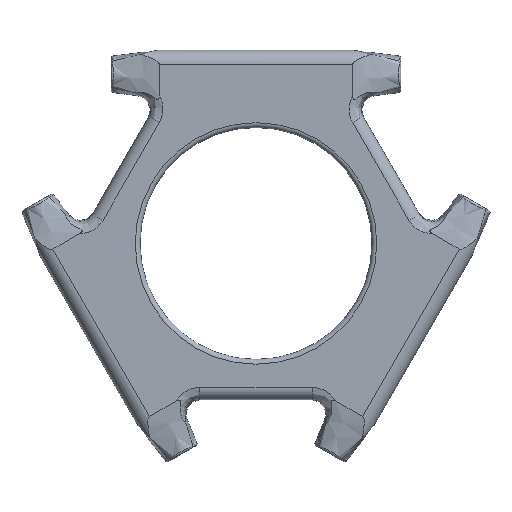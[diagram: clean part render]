
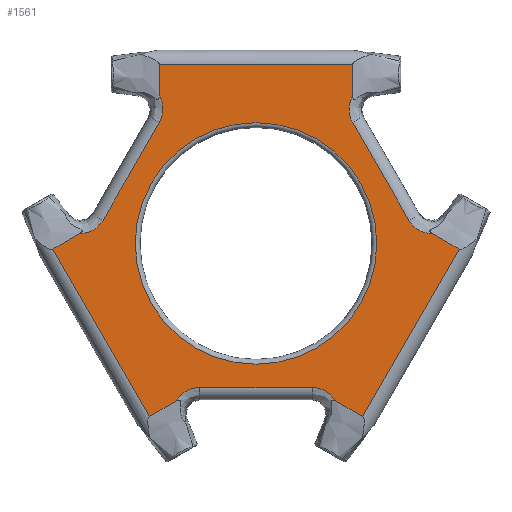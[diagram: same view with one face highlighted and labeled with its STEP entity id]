
A CAD part, front view. The second image highlights one B-rep face of the part: STEP entity #1561.
In plain terms, the highlighted planar face has unit normal (0, -1, 0).
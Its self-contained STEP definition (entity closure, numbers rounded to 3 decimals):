
#81=FACE_BOUND('',#516,.T.);
#89=B_SPLINE_CURVE_WITH_KNOTS('',3,(#1935,#1936,#1937,#1938,#1939,#1940),
 .UNSPECIFIED.,.F.,.F.,(4,1,1,4),(0.457,0.53,0.699,
1.037),.UNSPECIFIED.);
#90=B_SPLINE_CURVE_WITH_KNOTS('',3,(#1948,#1949,#1950,#1951,#1952,#1953),
 .UNSPECIFIED.,.F.,.F.,(4,1,1,4),(0.,0.338,0.507,
0.58),.UNSPECIFIED.);
#91=B_SPLINE_CURVE_WITH_KNOTS('',3,(#1957,#1958,#1959,#1960,#1961),
 .UNSPECIFIED.,.F.,.F.,(4,1,4),(0.457,0.699,1.037),
 .UNSPECIFIED.);
#92=B_SPLINE_CURVE_WITH_KNOTS('',3,(#1969,#1970,#1971,#1972,#1973),
 .UNSPECIFIED.,.F.,.F.,(4,1,4),(0.,0.338,0.58),
 .UNSPECIFIED.);
#93=B_SPLINE_CURVE_WITH_KNOTS('',3,(#1977,#1978,#1979,#1980,#1981),
 .UNSPECIFIED.,.F.,.F.,(4,1,4),(0.457,0.699,1.037),
 .UNSPECIFIED.);
#94=B_SPLINE_CURVE_WITH_KNOTS('',3,(#1989,#1990,#1991,#1992,#1993),
 .UNSPECIFIED.,.F.,.F.,(4,1,4),(0.,0.338,0.58),
 .UNSPECIFIED.);
#245=PLANE('',#1679);
#260=LINE('',#1942,#330);
#261=LINE('',#1944,#331);
#262=LINE('',#1946,#332);
#263=LINE('',#1955,#333);
#264=LINE('',#1963,#334);
#265=LINE('',#1965,#335);
#266=LINE('',#1967,#336);
#267=LINE('',#1975,#337);
#268=LINE('',#1983,#338);
#269=LINE('',#1985,#339);
#270=LINE('',#1987,#340);
#271=LINE('',#1994,#341);
#330=VECTOR('',#1750,10.);
#331=VECTOR('',#1751,10.);
#332=VECTOR('',#1752,10.);
#333=VECTOR('',#1753,10.);
#334=VECTOR('',#1754,10.);
#335=VECTOR('',#1755,10.);
#336=VECTOR('',#1756,10.);
#337=VECTOR('',#1757,10.);
#338=VECTOR('',#1758,10.);
#339=VECTOR('',#1759,10.);
#340=VECTOR('',#1760,10.);
#341=VECTOR('',#1761,10.);
#417=FACE_OUTER_BOUND('',#515,.T.);
#515=EDGE_LOOP('',(#1064,#1065,#1066,#1067,#1068,#1069,#1070,#1071,#1072,
#1073,#1074,#1075,#1076,#1077,#1078,#1079,#1080,#1081));
#516=EDGE_LOOP('',(#1082));
#619=CIRCLE('',#1672,25.);
#645=VERTEX_POINT('',#1919);
#650=VERTEX_POINT('',#1933);
#651=VERTEX_POINT('',#1934);
#652=VERTEX_POINT('',#1941);
#653=VERTEX_POINT('',#1943);
#654=VERTEX_POINT('',#1945);
#655=VERTEX_POINT('',#1947);
#656=VERTEX_POINT('',#1954);
#657=VERTEX_POINT('',#1956);
#658=VERTEX_POINT('',#1962);
#659=VERTEX_POINT('',#1964);
#660=VERTEX_POINT('',#1966);
#661=VERTEX_POINT('',#1968);
#662=VERTEX_POINT('',#1974);
#663=VERTEX_POINT('',#1976);
#664=VERTEX_POINT('',#1982);
#665=VERTEX_POINT('',#1984);
#666=VERTEX_POINT('',#1986);
#667=VERTEX_POINT('',#1988);
#801=EDGE_CURVE('',#645,#645,#619,.T.);
#808=EDGE_CURVE('',#650,#651,#89,.T.);
#809=EDGE_CURVE('',#652,#650,#260,.T.);
#810=EDGE_CURVE('',#653,#652,#261,.T.);
#811=EDGE_CURVE('',#653,#654,#262,.T.);
#812=EDGE_CURVE('',#655,#654,#90,.T.);
#813=EDGE_CURVE('',#656,#655,#263,.T.);
#814=EDGE_CURVE('',#657,#656,#91,.T.);
#815=EDGE_CURVE('',#658,#657,#264,.T.);
#816=EDGE_CURVE('',#659,#658,#265,.T.);
#817=EDGE_CURVE('',#659,#660,#266,.T.);
#818=EDGE_CURVE('',#661,#660,#92,.T.);
#819=EDGE_CURVE('',#662,#661,#267,.T.);
#820=EDGE_CURVE('',#663,#662,#93,.T.);
#821=EDGE_CURVE('',#664,#663,#268,.T.);
#822=EDGE_CURVE('',#665,#664,#269,.T.);
#823=EDGE_CURVE('',#665,#666,#270,.T.);
#824=EDGE_CURVE('',#667,#666,#94,.T.);
#825=EDGE_CURVE('',#651,#667,#271,.T.);
#1064=ORIENTED_EDGE('',*,*,#808,.F.);
#1065=ORIENTED_EDGE('',*,*,#809,.F.);
#1066=ORIENTED_EDGE('',*,*,#810,.F.);
#1067=ORIENTED_EDGE('',*,*,#811,.T.);
#1068=ORIENTED_EDGE('',*,*,#812,.F.);
#1069=ORIENTED_EDGE('',*,*,#813,.F.);
#1070=ORIENTED_EDGE('',*,*,#814,.F.);
#1071=ORIENTED_EDGE('',*,*,#815,.F.);
#1072=ORIENTED_EDGE('',*,*,#816,.F.);
#1073=ORIENTED_EDGE('',*,*,#817,.T.);
#1074=ORIENTED_EDGE('',*,*,#818,.F.);
#1075=ORIENTED_EDGE('',*,*,#819,.F.);
#1076=ORIENTED_EDGE('',*,*,#820,.F.);
#1077=ORIENTED_EDGE('',*,*,#821,.F.);
#1078=ORIENTED_EDGE('',*,*,#822,.F.);
#1079=ORIENTED_EDGE('',*,*,#823,.T.);
#1080=ORIENTED_EDGE('',*,*,#824,.F.);
#1081=ORIENTED_EDGE('',*,*,#825,.F.);
#1082=ORIENTED_EDGE('',*,*,#801,.F.);
#1561=ADVANCED_FACE('',(#417,#81),#245,.F.);
#1672=AXIS2_PLACEMENT_3D('',#1920,#1733,#1734);
#1679=AXIS2_PLACEMENT_3D('',#1932,#1748,#1749);
#1733=DIRECTION('center_axis',(0.,-1.,0.));
#1734=DIRECTION('ref_axis',(-1.,0.,0.));
#1748=DIRECTION('center_axis',(0.,1.,0.));
#1749=DIRECTION('ref_axis',(1.,0.,0.));
#1750=DIRECTION('',(0.866,0.,0.5));
#1751=DIRECTION('',(-0.5,0.,0.866));
#1752=DIRECTION('',(0.866,0.,0.5));
#1753=DIRECTION('',(-1.,0.,0.));
#1754=DIRECTION('',(-0.866,0.,0.5));
#1755=DIRECTION('',(-0.5,0.,-0.866));
#1756=DIRECTION('',(-0.866,0.,0.5));
#1757=DIRECTION('',(0.5,0.,-0.866));
#1758=DIRECTION('',(0.,0.,-1.));
#1759=DIRECTION('',(1.,0.,0.));
#1760=DIRECTION('',(0.,0.,-1.));
#1761=DIRECTION('',(0.5,0.,0.866));
#1919=CARTESIAN_POINT('',(0.,0.,-25.));
#1920=CARTESIAN_POINT('Origin',(0.,0.,0.));
#1932=CARTESIAN_POINT('Origin',(0.,0.,1.34));
#1933=CARTESIAN_POINT('',(-36.459,0.,2.045));
#1934=CARTESIAN_POINT('',(-31.64,0.,4.839));
#1935=CARTESIAN_POINT('Ctrl Pts',(-36.459,0.,2.046));
#1936=CARTESIAN_POINT('Ctrl Pts',(-36.213,0.,2.046));
#1937=CARTESIAN_POINT('Ctrl Pts',(-35.401,0.,2.098));
#1938=CARTESIAN_POINT('Ctrl Pts',(-33.513,0.,2.659));
#1939=CARTESIAN_POINT('Ctrl Pts',(-32.203,0.,3.863));
#1940=CARTESIAN_POINT('Ctrl Pts',(-31.64,0.,4.839));
#1941=CARTESIAN_POINT('',(-42.043,0.,-1.179));
#1942=CARTESIAN_POINT('',(-44.641,0.,-2.679));
#1943=CARTESIAN_POINT('',(-22.043,0.,-35.821));
#1944=CARTESIAN_POINT('',(-27.333,0.,-26.658));
#1945=CARTESIAN_POINT('',(-16.459,0.,-32.596));
#1946=CARTESIAN_POINT('',(-24.641,0.,-37.321));
#1947=CARTESIAN_POINT('',(-11.63,0.,-29.821));
#1948=CARTESIAN_POINT('Ctrl Pts',(-11.63,0.,-29.821));
#1949=CARTESIAN_POINT('Ctrl Pts',(-12.756,0.,
-29.821));
#1950=CARTESIAN_POINT('Ctrl Pts',(-14.453,0.,
-30.353));
#1951=CARTESIAN_POINT('Ctrl Pts',(-15.884,0.,
-31.707));
#1952=CARTESIAN_POINT('Ctrl Pts',(-16.335,0.,
-32.384));
#1953=CARTESIAN_POINT('Ctrl Pts',(-16.457,0.,
-32.597));
#1954=CARTESIAN_POINT('',(11.63,0.,-29.821));
#1955=CARTESIAN_POINT('',(-7.99,0.,-29.821));
#1956=CARTESIAN_POINT('',(16.459,0.,-32.596));
#1957=CARTESIAN_POINT('Ctrl Pts',(16.459,0.,-32.597));
#1958=CARTESIAN_POINT('Ctrl Pts',(16.051,0.,-31.895));
#1959=CARTESIAN_POINT('Ctrl Pts',(14.702,0.,-30.425));
#1960=CARTESIAN_POINT('Ctrl Pts',(12.756,0.,-29.821));
#1961=CARTESIAN_POINT('Ctrl Pts',(11.63,0.,-29.821));
#1962=CARTESIAN_POINT('',(22.043,0.,-35.821));
#1963=CARTESIAN_POINT('',(24.641,0.,-37.321));
#1964=CARTESIAN_POINT('',(42.043,0.,-1.179));
#1965=CARTESIAN_POINT('',(37.333,0.,-9.337));
#1966=CARTESIAN_POINT('',(36.459,0.,2.045));
#1967=CARTESIAN_POINT('',(44.641,0.,-2.679));
#1968=CARTESIAN_POINT('',(31.64,0.,4.839));
#1969=CARTESIAN_POINT('Ctrl Pts',(31.64,0.,
4.839));
#1970=CARTESIAN_POINT('Ctrl Pts',(32.203,0.,
3.863));
#1971=CARTESIAN_POINT('Ctrl Pts',(33.702,0.,
2.478));
#1972=CARTESIAN_POINT('Ctrl Pts',(35.647,0.,
2.048));
#1973=CARTESIAN_POINT('Ctrl Pts',(36.459,0.,
2.047));
#1974=CARTESIAN_POINT('',(20.011,0.,24.982));
#1975=CARTESIAN_POINT('',(29.53,0.,8.493));
#1976=CARTESIAN_POINT('',(20.,0.,30.552));
#1977=CARTESIAN_POINT('Ctrl Pts',(20.,0.,30.552));
#1978=CARTESIAN_POINT('Ctrl Pts',(19.596,0.,29.848));
#1979=CARTESIAN_POINT('Ctrl Pts',(18.998,0.,27.945));
#1980=CARTESIAN_POINT('Ctrl Pts',(19.447,0.,25.957));
#1981=CARTESIAN_POINT('Ctrl Pts',(20.011,0.,24.982));
#1982=CARTESIAN_POINT('',(20.,0.,37.));
#1983=CARTESIAN_POINT('',(20.,0.,40.));
#1984=CARTESIAN_POINT('',(-20.,0.,37.));
#1985=CARTESIAN_POINT('',(-10.,0.,37.));
#1986=CARTESIAN_POINT('',(-20.,0.,30.552));
#1987=CARTESIAN_POINT('',(-20.,0.,40.));
#1988=CARTESIAN_POINT('',(-20.011,0.,24.982));
#1989=CARTESIAN_POINT('Ctrl Pts',(-20.011,0.,
24.982));
#1990=CARTESIAN_POINT('Ctrl Pts',(-19.447,0.,
25.957));
#1991=CARTESIAN_POINT('Ctrl Pts',(-18.998,0.,
27.945));
#1992=CARTESIAN_POINT('Ctrl Pts',(-19.596,0.,
29.848));
#1993=CARTESIAN_POINT('Ctrl Pts',(-20.,0.,
30.552));
#1994=CARTESIAN_POINT('',(-21.54,0.,22.333));
